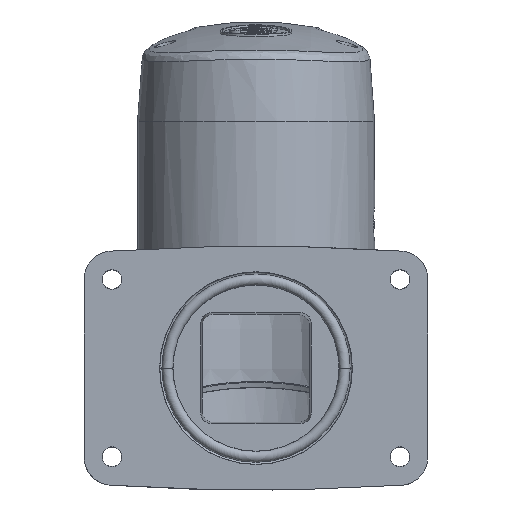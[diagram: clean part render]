
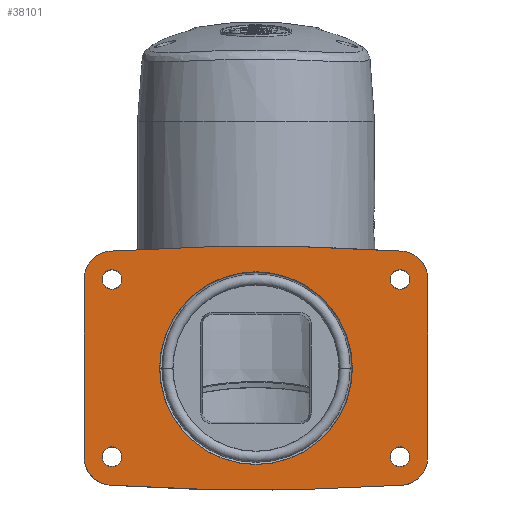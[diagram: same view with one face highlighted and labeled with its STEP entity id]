
A CAD part, top view. The second image highlights one B-rep face of the part: STEP entity #38101.
In plain terms, the highlighted planar face has unit normal (0, 0, 1).
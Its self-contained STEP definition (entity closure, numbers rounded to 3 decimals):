
#3408=CARTESIAN_POINT('',(0.,-999.,80.));
#3409=DIRECTION('',(0.,0.,-1.));
#3410=DIRECTION('',(-0.066,0.998,0.));
#3411=AXIS2_PLACEMENT_3D('',#3408,#3409,#3410);
#3416=DIRECTION('',(0.,-1.,0.));
#3417=VECTOR('',#3416,80.717);
#3418=CARTESIAN_POINT('',(77.5,-13.642,80.));
#3419=LINE('',#3418,#3417);
#3423=CARTESIAN_POINT('',(0.,891.,80.));
#3424=DIRECTION('',(0.,0.,-1.));
#3425=DIRECTION('',(0.066,-0.998,0.));
#3426=AXIS2_PLACEMENT_3D('',#3423,#3424,#3425);
#3431=CARTESIAN_POINT('',(-65.,-14.,80.));
#3432=DIRECTION('',(0.,0.,1.));
#3433=DIRECTION('',(1.,0.,0.));
#3434=AXIS2_PLACEMENT_3D('',#3431,#3432,#3433);
#3439=CARTESIAN_POINT('',(-65.,-14.,80.));
#3440=DIRECTION('',(0.,0.,1.));
#3441=DIRECTION('',(-1.,0.,0.));
#3442=AXIS2_PLACEMENT_3D('',#3439,#3440,#3441);
#3447=CARTESIAN_POINT('',(65.,-14.,80.));
#3448=DIRECTION('',(0.,0.,1.));
#3449=DIRECTION('',(1.,0.,0.));
#3450=AXIS2_PLACEMENT_3D('',#3447,#3448,#3449);
#3455=CARTESIAN_POINT('',(65.,-14.,80.));
#3456=DIRECTION('',(0.,0.,1.));
#3457=DIRECTION('',(-1.,0.,0.));
#3458=AXIS2_PLACEMENT_3D('',#3455,#3456,#3457);
#3463=CARTESIAN_POINT('',(65.,-94.,80.));
#3464=DIRECTION('',(0.,0.,1.));
#3465=DIRECTION('',(1.,0.,0.));
#3466=AXIS2_PLACEMENT_3D('',#3463,#3464,#3465);
#3471=CARTESIAN_POINT('',(65.,-94.,80.));
#3472=DIRECTION('',(0.,0.,1.));
#3473=DIRECTION('',(-1.,0.,0.));
#3474=AXIS2_PLACEMENT_3D('',#3471,#3472,#3473);
#3479=CARTESIAN_POINT('',(-65.,-94.,80.));
#3480=DIRECTION('',(0.,0.,1.));
#3481=DIRECTION('',(1.,0.,0.));
#3482=AXIS2_PLACEMENT_3D('',#3479,#3480,#3481);
#3487=CARTESIAN_POINT('',(-65.,-94.,80.));
#3488=DIRECTION('',(0.,0.,1.));
#3489=DIRECTION('',(-1.,0.,0.));
#3490=AXIS2_PLACEMENT_3D('',#3487,#3488,#3489);
#3495=CARTESIAN_POINT('',(0.,-54.,80.));
#3496=DIRECTION('',(0.,0.,-1.));
#3497=DIRECTION('',(-1.,0.,0.));
#3498=AXIS2_PLACEMENT_3D('',#3495,#3496,#3497);
#3503=CARTESIAN_POINT('',(0.,-54.,80.));
#3504=DIRECTION('',(0.,0.,-1.));
#3505=DIRECTION('',(1.,0.,0.));
#3506=AXIS2_PLACEMENT_3D('',#3503,#3504,#3505);
#3518=CARTESIAN_POINT('',(-65.,-13.642,80.));
#3519=DIRECTION('',(0.,0.,1.));
#3520=DIRECTION('',(-0.066,0.998,0.));
#3521=AXIS2_PLACEMENT_3D('',#3518,#3519,#3520);
#4204=DIRECTION('',(0.,-1.,0.));
#4205=VECTOR('',#4204,80.717);
#4206=CARTESIAN_POINT('',(-77.5,-13.642,80.));
#4207=LINE('',#4206,#4205);
#4218=CARTESIAN_POINT('',(-65.,-94.358,80.));
#4219=DIRECTION('',(0.,0.,1.));
#4220=DIRECTION('',(-1.,0.,0.));
#4221=AXIS2_PLACEMENT_3D('',#4218,#4219,#4220);
#4387=CARTESIAN_POINT('',(65.,-94.358,80.));
#4388=DIRECTION('',(0.,0.,1.));
#4389=DIRECTION('',(0.066,-0.998,0.));
#4390=AXIS2_PLACEMENT_3D('',#4387,#4388,#4389);
#4520=CARTESIAN_POINT('',(65.,-13.642,80.));
#4521=DIRECTION('',(0.,0.,1.));
#4522=DIRECTION('',(1.,0.,0.));
#4523=AXIS2_PLACEMENT_3D('',#4520,#4521,#4522);
#33252=CARTESIAN_POINT('',(-65.823,-1.169,80.));
#33253=CARTESIAN_POINT('',(-77.5,-13.642,80.));
#33254=VERTEX_POINT('',#33252);
#33255=VERTEX_POINT('',#33253);
#33256=CARTESIAN_POINT('',(77.5,-13.642,80.));
#33257=CARTESIAN_POINT('',(65.823,-1.169,80.));
#33258=VERTEX_POINT('',#33256);
#33259=VERTEX_POINT('',#33257);
#33260=CARTESIAN_POINT('',(-77.5,-94.358,80.));
#33261=CARTESIAN_POINT('',(-65.823,-106.831,80.));
#33262=VERTEX_POINT('',#33260);
#33263=VERTEX_POINT('',#33261);
#33264=CARTESIAN_POINT('',(65.823,-106.831,80.));
#33265=CARTESIAN_POINT('',(77.5,-94.358,80.));
#33266=VERTEX_POINT('',#33264);
#33267=VERTEX_POINT('',#33265);
#33440=CARTESIAN_POINT('',(-43.5,-54.,80.));
#33441=CARTESIAN_POINT('',(43.5,-54.,80.));
#33442=VERTEX_POINT('',#33440);
#33443=VERTEX_POINT('',#33441);
#33488=CARTESIAN_POINT('',(-60.5,-14.,80.));
#33489=CARTESIAN_POINT('',(-69.5,-14.,80.));
#33490=VERTEX_POINT('',#33488);
#33491=VERTEX_POINT('',#33489);
#33492=CARTESIAN_POINT('',(69.5,-14.,80.));
#33493=CARTESIAN_POINT('',(60.5,-14.,80.));
#33494=VERTEX_POINT('',#33492);
#33495=VERTEX_POINT('',#33493);
#33496=CARTESIAN_POINT('',(69.5,-94.,80.));
#33497=CARTESIAN_POINT('',(60.5,-94.,80.));
#33498=VERTEX_POINT('',#33496);
#33499=VERTEX_POINT('',#33497);
#33500=CARTESIAN_POINT('',(-60.5,-94.,80.));
#33501=CARTESIAN_POINT('',(-69.5,-94.,80.));
#33502=VERTEX_POINT('',#33500);
#33503=VERTEX_POINT('',#33501);
#38050=CARTESIAN_POINT('',(77.5,1.,80.));
#38051=DIRECTION('',(0.,0.,1.));
#38052=DIRECTION('',(-1.,0.,0.));
#38053=AXIS2_PLACEMENT_3D('',#38050,#38051,#38052);
#38054=PLANE('',#38053);
#38056=ORIENTED_EDGE('',*,*,#38055,.F.);
#38058=ORIENTED_EDGE('',*,*,#38057,.T.);
#38060=ORIENTED_EDGE('',*,*,#38059,.F.);
#38062=ORIENTED_EDGE('',*,*,#38061,.T.);
#38064=ORIENTED_EDGE('',*,*,#38063,.F.);
#38066=ORIENTED_EDGE('',*,*,#38065,.T.);
#38068=ORIENTED_EDGE('',*,*,#38067,.F.);
#38070=ORIENTED_EDGE('',*,*,#38069,.F.);
#38071=EDGE_LOOP('',(#38056,#38058,#38060,#38062,#38064,#38066,#38068,#38070));
#38072=FACE_OUTER_BOUND('',#38071,.F.);
#38074=ORIENTED_EDGE('',*,*,#38073,.T.);
#38076=ORIENTED_EDGE('',*,*,#38075,.T.);
#38077=EDGE_LOOP('',(#38074,#38076));
#38078=FACE_BOUND('',#38077,.F.);
#38080=ORIENTED_EDGE('',*,*,#38079,.T.);
#38082=ORIENTED_EDGE('',*,*,#38081,.T.);
#38083=EDGE_LOOP('',(#38080,#38082));
#38084=FACE_BOUND('',#38083,.F.);
#38086=ORIENTED_EDGE('',*,*,#38085,.T.);
#38088=ORIENTED_EDGE('',*,*,#38087,.T.);
#38089=EDGE_LOOP('',(#38086,#38088));
#38090=FACE_BOUND('',#38089,.F.);
#38092=ORIENTED_EDGE('',*,*,#38091,.T.);
#38094=ORIENTED_EDGE('',*,*,#38093,.T.);
#38095=EDGE_LOOP('',(#38092,#38094));
#38096=FACE_BOUND('',#38095,.F.);
#38097=ORIENTED_EDGE('',*,*,#38016,.F.);
#38098=ORIENTED_EDGE('',*,*,#38037,.F.);
#38099=EDGE_LOOP('',(#38097,#38098));
#38100=FACE_BOUND('',#38099,.F.);
#38101=ADVANCED_FACE('',(#38072,#38078,#38084,#38090,#38096,#38100),#38054,.T.);
#3412=CIRCLE('',#3411,1000.);
#3427=CIRCLE('',#3426,1000.);
#3435=CIRCLE('',#3434,4.5);
#3443=CIRCLE('',#3442,4.5);
#3451=CIRCLE('',#3450,4.5);
#3459=CIRCLE('',#3458,4.5);
#3467=CIRCLE('',#3466,4.5);
#3475=CIRCLE('',#3474,4.5);
#3483=CIRCLE('',#3482,4.5);
#3491=CIRCLE('',#3490,4.5);
#3499=CIRCLE('',#3498,43.5);
#3507=CIRCLE('',#3506,43.5);
#3522=CIRCLE('',#3521,12.5);
#4222=CIRCLE('',#4221,12.5);
#4391=CIRCLE('',#4390,12.5);
#4524=CIRCLE('',#4523,12.5);
#38016=EDGE_CURVE('',#33442,#33443,#3499,.T.);
#38037=EDGE_CURVE('',#33443,#33442,#3507,.T.);
#38055=EDGE_CURVE('',#33254,#33255,#3522,.T.);
#38057=EDGE_CURVE('',#33254,#33259,#3412,.T.);
#38059=EDGE_CURVE('',#33258,#33259,#4524,.T.);
#38061=EDGE_CURVE('',#33258,#33267,#3419,.T.);
#38063=EDGE_CURVE('',#33266,#33267,#4391,.T.);
#38065=EDGE_CURVE('',#33266,#33263,#3427,.T.);
#38067=EDGE_CURVE('',#33262,#33263,#4222,.T.);
#38069=EDGE_CURVE('',#33255,#33262,#4207,.T.);
#38073=EDGE_CURVE('',#33490,#33491,#3435,.T.);
#38075=EDGE_CURVE('',#33491,#33490,#3443,.T.);
#38079=EDGE_CURVE('',#33494,#33495,#3451,.T.);
#38081=EDGE_CURVE('',#33495,#33494,#3459,.T.);
#38085=EDGE_CURVE('',#33498,#33499,#3467,.T.);
#38087=EDGE_CURVE('',#33499,#33498,#3475,.T.);
#38091=EDGE_CURVE('',#33502,#33503,#3483,.T.);
#38093=EDGE_CURVE('',#33503,#33502,#3491,.T.);
